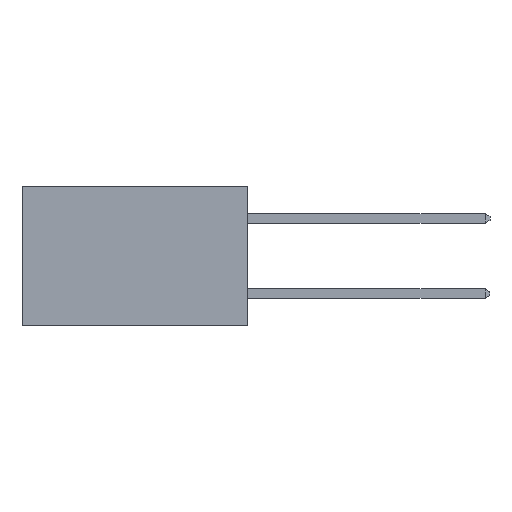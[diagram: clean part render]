
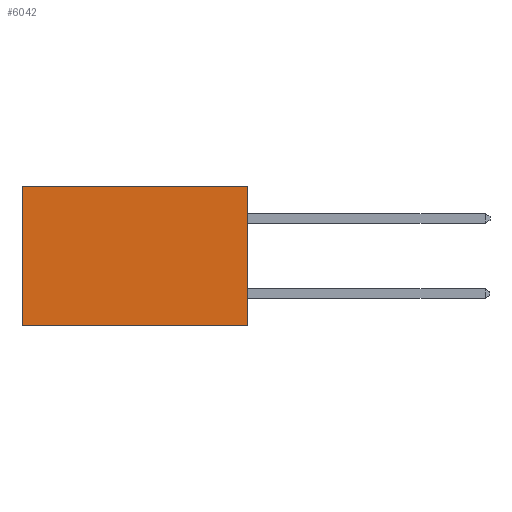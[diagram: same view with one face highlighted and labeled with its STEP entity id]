
A CAD part, left-side view. The second image highlights one B-rep face of the part: STEP entity #6042.
In plain terms, the highlighted planar face has unit normal (-1, 0, 0).
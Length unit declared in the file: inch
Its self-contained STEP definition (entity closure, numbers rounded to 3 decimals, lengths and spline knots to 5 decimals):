
#897 = VERTEX_POINT ( 'NONE', #3108 ) ;
#1057 = AXIS2_PLACEMENT_3D ( 'NONE', #2976, #2942, #2933 ) ;
#1391 = EDGE_LOOP ( 'NONE', ( #1445, #3067, #7095, #3323 ) ) ;
#1445 = ORIENTED_EDGE ( 'NONE', *, *, #6979, .T. ) ;
#1517 = FACE_OUTER_BOUND ( 'NONE', #1391, .T. ) ;
#1810 = CARTESIAN_POINT ( 'NONE',  ( 0.298, 0.6, -0.37 ) ) ;
#2573 = VERTEX_POINT ( 'NONE', #7377 ) ;
#2933 = DIRECTION ( 'NONE',  ( 0., 0., -1. ) ) ;
#2942 = DIRECTION ( 'NONE',  ( 1., 0., 0. ) ) ;
#2966 = DIRECTION ( 'NONE',  ( 0., 0., -1. ) ) ;
#2976 = CARTESIAN_POINT ( 'NONE',  ( 0.298, 0., 0. ) ) ;
#2995 = LINE ( 'NONE', #9990, #8590 ) ;
#3067 = ORIENTED_EDGE ( 'NONE', *, *, #5247, .F. ) ;
#3108 = CARTESIAN_POINT ( 'NONE',  ( 0.298, 0., -0.37 ) ) ;
#3323 = ORIENTED_EDGE ( 'NONE', *, *, #7048, .T. ) ;
#3399 = VECTOR ( 'NONE', #7894, 39.37008 ) ;
#3471 = PLANE ( 'NONE',  #1057 ) ;
#4305 = LINE ( 'NONE', #6909, #8285 ) ;
#4490 = CARTESIAN_POINT ( 'NONE',  ( 0.298, 0.6, 0. ) ) ;
#4704 = DIRECTION ( 'NONE',  ( 0., 1., 0. ) ) ;
#5247 = EDGE_CURVE ( 'NONE', #897, #7412, #5605, .T. ) ;
#5465 = EDGE_CURVE ( 'NONE', #2573, #897, #4305, .T. ) ;
#5605 = LINE ( 'NONE', #8126, #3399 ) ;
#6042 = ADVANCED_FACE ( 'NONE', ( #1517 ), #3471, .F. ) ;
#6886 = VERTEX_POINT ( 'NONE', #4490 ) ;
#6909 = CARTESIAN_POINT ( 'NONE',  ( 0.298, 0., 0. ) ) ;
#6945 = DIRECTION ( 'NONE',  ( 0., 0., -1. ) ) ;
#6979 = EDGE_CURVE ( 'NONE', #6886, #7412, #7383, .T. ) ;
#7048 = EDGE_CURVE ( 'NONE', #2573, #6886, #2995, .T. ) ;
#7093 = CARTESIAN_POINT ( 'NONE',  ( 0.298, 0.6, 0. ) ) ;
#7095 = ORIENTED_EDGE ( 'NONE', *, *, #5465, .F. ) ;
#7377 = CARTESIAN_POINT ( 'NONE',  ( 0.298, 0., 0. ) ) ;
#7383 = LINE ( 'NONE', #7093, #9039 ) ;
#7412 = VERTEX_POINT ( 'NONE', #1810 ) ;
#7894 = DIRECTION ( 'NONE',  ( 0., 1., 0. ) ) ;
#8126 = CARTESIAN_POINT ( 'NONE',  ( 0.298, 0., -0.37 ) ) ;
#8285 = VECTOR ( 'NONE', #6945, 39.37008 ) ;
#8590 = VECTOR ( 'NONE', #4704, 39.37008 ) ;
#9039 = VECTOR ( 'NONE', #2966, 39.37008 ) ;
#9990 = CARTESIAN_POINT ( 'NONE',  ( 0.298, 0., 0. ) ) ;
